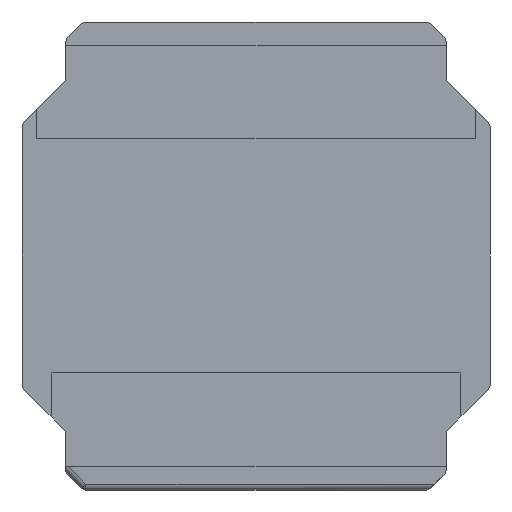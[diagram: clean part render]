
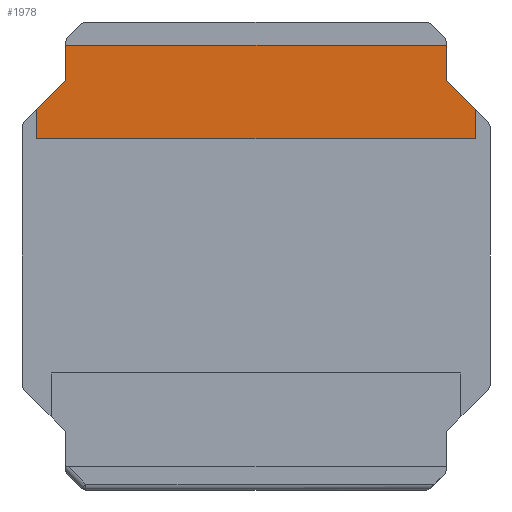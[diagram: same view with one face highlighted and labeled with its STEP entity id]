
A CAD part, front view. The second image highlights one B-rep face of the part: STEP entity #1978.
In plain terms, the highlighted planar face has unit normal (0, -1, 0).
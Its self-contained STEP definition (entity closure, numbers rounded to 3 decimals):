
#144 = DIRECTION ( 'NONE',  ( -1., 0., 0. ) ) ;
#183 = PLANE ( 'NONE',  #1604 ) ;
#216 = CARTESIAN_POINT ( 'NONE',  ( -3.75, 0., 2.5 ) ) ;
#286 = ORIENTED_EDGE ( 'NONE', *, *, #2303, .F. ) ;
#447 = LINE ( 'NONE', #4884, #5330 ) ;
#793 = VECTOR ( 'NONE', #4432, 1000. ) ;
#843 = DIRECTION ( 'NONE',  ( 0., 0., 1. ) ) ;
#873 = DIRECTION ( 'NONE',  ( 0., 0., -1. ) ) ;
#977 = VERTEX_POINT ( 'NONE', #1855 ) ;
#1018 = EDGE_CURVE ( 'NONE', #3717, #4277, #5190, .T. ) ;
#1032 = DIRECTION ( 'NONE',  ( 0., 0., 1. ) ) ;
#1036 = EDGE_CURVE ( 'NONE', #1328, #3717, #4151, .T. ) ;
#1203 = LINE ( 'NONE', #2143, #2661 ) ;
#1328 = VERTEX_POINT ( 'NONE', #5528 ) ;
#1440 = VECTOR ( 'NONE', #873, 1000. ) ;
#1478 = LINE ( 'NONE', #3478, #793 ) ;
#1492 = VECTOR ( 'NONE', #3884, 1000. ) ;
#1604 = AXIS2_PLACEMENT_3D ( 'NONE', #2482, #5652, #1032 ) ;
#1650 = VECTOR ( 'NONE', #144, 1000. ) ;
#1805 = CARTESIAN_POINT ( 'NONE',  ( 3.75, 0., 2.8 ) ) ;
#1855 = CARTESIAN_POINT ( 'NONE',  ( -3.25, 0., 3. ) ) ;
#1883 = CARTESIAN_POINT ( 'NONE',  ( -3.25, 0., 3.6 ) ) ;
#1978 = ADVANCED_FACE ( 'NONE', ( #2445 ), #183, .F. ) ;
#2143 = CARTESIAN_POINT ( 'NONE',  ( -3.25, 0., 3. ) ) ;
#2155 = ORIENTED_EDGE ( 'NONE', *, *, #1018, .F. ) ;
#2285 = CARTESIAN_POINT ( 'NONE',  ( 3.75, 0., 2.5 ) ) ;
#2287 = CARTESIAN_POINT ( 'NONE',  ( 3.75, 0., 2. ) ) ;
#2303 = EDGE_CURVE ( 'NONE', #977, #1328, #1203, .T. ) ;
#2345 = ORIENTED_EDGE ( 'NONE', *, *, #3766, .F. ) ;
#2411 = LINE ( 'NONE', #4238, #1650 ) ;
#2445 = FACE_OUTER_BOUND ( 'NONE', #2910, .T. ) ;
#2482 = CARTESIAN_POINT ( 'NONE',  ( 0., 0., 2.8 ) ) ;
#2661 = VECTOR ( 'NONE', #843, 1000. ) ;
#2845 = ORIENTED_EDGE ( 'NONE', *, *, #1036, .F. ) ;
#2891 = CARTESIAN_POINT ( 'NONE',  ( -3.75, 0., 2. ) ) ;
#2910 = EDGE_LOOP ( 'NONE', ( #3231, #2345, #2155, #2845, #286, #2971, #4006, #2943 ) ) ;
#2943 = ORIENTED_EDGE ( 'NONE', *, *, #5436, .F. ) ;
#2971 = ORIENTED_EDGE ( 'NONE', *, *, #4032, .F. ) ;
#3023 = VECTOR ( 'NONE', #4785, 1000. ) ;
#3231 = ORIENTED_EDGE ( 'NONE', *, *, #5292, .F. ) ;
#3478 = CARTESIAN_POINT ( 'NONE',  ( -3.75, 0., 2. ) ) ;
#3539 = CARTESIAN_POINT ( 'NONE',  ( 3.25, 0., 3.6 ) ) ;
#3633 = LINE ( 'NONE', #1805, #1440 ) ;
#3717 = VERTEX_POINT ( 'NONE', #3539 ) ;
#3766 = EDGE_CURVE ( 'NONE', #4277, #4430, #5827, .T. ) ;
#3884 = DIRECTION ( 'NONE',  ( 1., 0., 0. ) ) ;
#3910 = VECTOR ( 'NONE', #5804, 1000. ) ;
#3926 = DIRECTION ( 'NONE',  ( 0.707, 0., 0.707 ) ) ;
#4006 = ORIENTED_EDGE ( 'NONE', *, *, #5785, .F. ) ;
#4007 = CARTESIAN_POINT ( 'NONE',  ( 3.25, 0., 3. ) ) ;
#4032 = EDGE_CURVE ( 'NONE', #4202, #977, #447, .T. ) ;
#4151 = LINE ( 'NONE', #1883, #1492 ) ;
#4202 = VERTEX_POINT ( 'NONE', #216 ) ;
#4238 = CARTESIAN_POINT ( 'NONE',  ( 3.75, 0., 2. ) ) ;
#4277 = VERTEX_POINT ( 'NONE', #4941 ) ;
#4430 = VERTEX_POINT ( 'NONE', #2285 ) ;
#4432 = DIRECTION ( 'NONE',  ( 0., 0., 1. ) ) ;
#4680 = VERTEX_POINT ( 'NONE', #2891 ) ;
#4785 = DIRECTION ( 'NONE',  ( 0., 0., -1. ) ) ;
#4884 = CARTESIAN_POINT ( 'NONE',  ( -3.75, 0., 2.5 ) ) ;
#4941 = CARTESIAN_POINT ( 'NONE',  ( 3.25, 0., 3. ) ) ;
#5190 = LINE ( 'NONE', #5513, #3023 ) ;
#5292 = EDGE_CURVE ( 'NONE', #4430, #5718, #3633, .T. ) ;
#5330 = VECTOR ( 'NONE', #3926, 1000. ) ;
#5436 = EDGE_CURVE ( 'NONE', #5718, #4680, #2411, .T. ) ;
#5513 = CARTESIAN_POINT ( 'NONE',  ( 3.25, 0., 2.8 ) ) ;
#5528 = CARTESIAN_POINT ( 'NONE',  ( -3.25, 0., 3.6 ) ) ;
#5652 = DIRECTION ( 'NONE',  ( 0., 1., 0. ) ) ;
#5718 = VERTEX_POINT ( 'NONE', #2287 ) ;
#5785 = EDGE_CURVE ( 'NONE', #4680, #4202, #1478, .T. ) ;
#5804 = DIRECTION ( 'NONE',  ( 0.707, 0., -0.707 ) ) ;
#5827 = LINE ( 'NONE', #4007, #3910 ) ;
